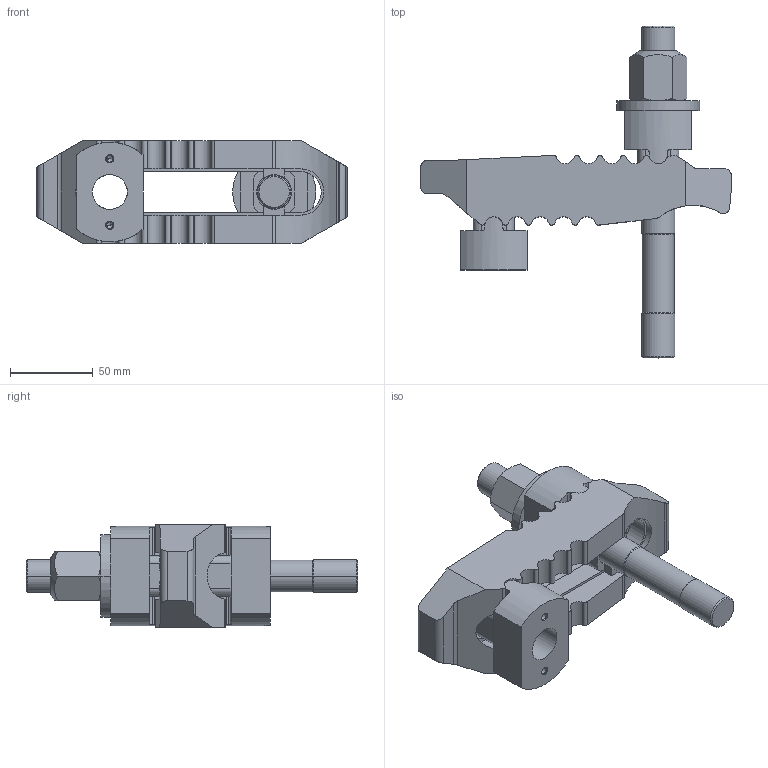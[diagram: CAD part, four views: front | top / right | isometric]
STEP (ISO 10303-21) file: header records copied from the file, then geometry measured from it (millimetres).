
FILE_DESCRIPTION(('STEP AP214'),'1');
FILE_NAME(' ',' ',('TraceParts'),('TraceParts S.A.'),'XStep 1.0',' ',' ');
FILE_SCHEMA(('automotive_design'));
Length unit declared in the file: millimetre
Products named in the file (6): 1; 2; 3; 4; 5; 6
Bounding box: 187 x 200 x 62 mm (x, y, z)
Volume: 415988.1 mm3; surface area: 95568.1 mm2
Topology: 6 solids, 6 shells, 319 faces, 854 edges, 545 vertices
Faces by surface type: plane 145, cylinder 125, cone 48, sphere 1
Entity records: 19916 total; most frequent: CARTESIAN_POINT 2236, DIRECTION 1752, STYLED_ITEM 1708, PRESENTATION_STYLE_ASSIGNMENT 1708, COLOUR_RGB 1708, ORIENTED_EDGE 1688, EDGE_CURVE 844, CURVE_STYLE 844
